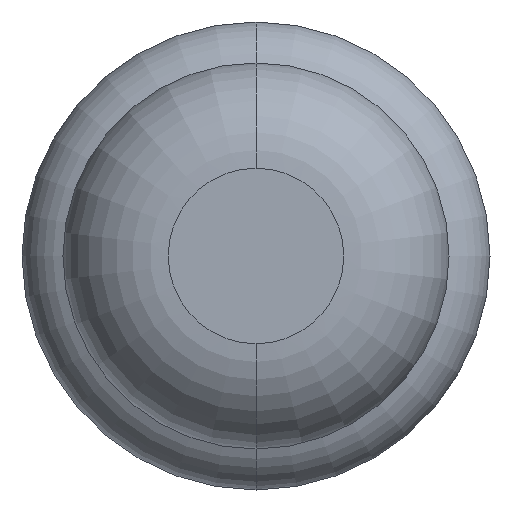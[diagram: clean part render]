
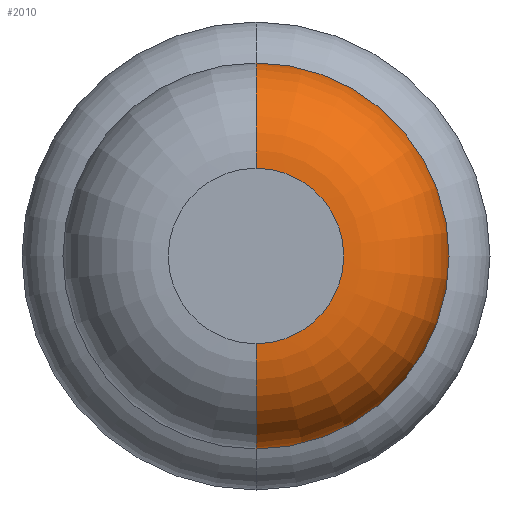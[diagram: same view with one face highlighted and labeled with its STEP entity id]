
A CAD part, front view. The second image highlights one B-rep face of the part: STEP entity #2010.
In plain terms, the highlighted toroidal (fillet/blend) face has major radius 0.375 mm and minor radius 0.45 mm.
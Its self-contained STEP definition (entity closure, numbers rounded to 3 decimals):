
#99 = CARTESIAN_POINT ( 'NONE',  ( 0., -29.95, 0.825 ) ) ;
#328 = VERTEX_POINT ( 'NONE', #99 ) ;
#548 = ORIENTED_EDGE ( 'NONE', *, *, #3416, .T. ) ;
#563 = AXIS2_PLACEMENT_3D ( 'NONE', #860, #2056, #2575 ) ;
#591 = CARTESIAN_POINT ( 'NONE',  ( 0., -29.95, 0. ) ) ;
#615 = AXIS2_PLACEMENT_3D ( 'NONE', #3357, #1562, #3651 ) ;
#736 = EDGE_CURVE ( 'NONE', #2089, #328, #2111, .T. ) ;
#831 = CIRCLE ( 'NONE', #1132, 0.375 ) ;
#834 = ORIENTED_EDGE ( 'NONE', *, *, #736, .F. ) ;
#860 = CARTESIAN_POINT ( 'NONE',  ( 0., -29.95, 0.375 ) ) ;
#865 = AXIS2_PLACEMENT_3D ( 'NONE', #3103, #1974, #3408 ) ;
#1052 = DIRECTION ( 'NONE',  ( 0., 0., 1. ) ) ;
#1084 = EDGE_CURVE ( 'Defeature ausgef�hrt1_38+Defeature ausgef�hrt1_37+Defeature ausgef�hrt1_37+Defeature ausgef�hrt1_37', #328, #3037, #3781, .T. ) ;
#1132 = AXIS2_PLACEMENT_3D ( 'NONE', #2234, #1630, #1052 ) ;
#1175 = TOROIDAL_SURFACE ( 'NONE', #2492, 0.375, 0.45 ) ;
#1557 = CARTESIAN_POINT ( 'NONE',  ( 0., -29.95, -0.825 ) ) ;
#1562 = DIRECTION ( 'NONE',  ( 0., 1., 0. ) ) ;
#1630 = DIRECTION ( 'NONE',  ( 0., 1., 0. ) ) ;
#1755 = DIRECTION ( 'NONE',  ( 0., 0., 1. ) ) ;
#1823 = ORIENTED_EDGE ( 'NONE', *, *, #1084, .F. ) ;
#1898 = VERTEX_POINT ( 'NONE', #2304 ) ;
#1970 = ORIENTED_EDGE ( 'NONE', *, *, #3374, .T. ) ;
#1974 = DIRECTION ( 'NONE',  ( 1., 0., 0. ) ) ;
#2010 = ADVANCED_FACE ( 'Defeature ausgef�hrt1_37', ( #2745 ), #1175, .T. ) ;
#2056 = DIRECTION ( 'NONE',  ( -1., 0., 0. ) ) ;
#2089 = VERTEX_POINT ( 'NONE', #2339 ) ;
#2111 = CIRCLE ( 'NONE', #563, 0.45 ) ;
#2234 = CARTESIAN_POINT ( 'NONE',  ( 0., -30.4, 0. ) ) ;
#2304 = CARTESIAN_POINT ( 'NONE',  ( 0., -30.4, -0.375 ) ) ;
#2339 = CARTESIAN_POINT ( 'NONE',  ( 0., -30.4, 0.375 ) ) ;
#2492 = AXIS2_PLACEMENT_3D ( 'NONE', #591, #3510, #1755 ) ;
#2575 = DIRECTION ( 'NONE',  ( 0., 0., 1. ) ) ;
#2745 = FACE_OUTER_BOUND ( 'NONE', #3142, .T. ) ;
#3037 = VERTEX_POINT ( 'NONE', #1557 ) ;
#3103 = CARTESIAN_POINT ( 'NONE',  ( 0., -29.95, -0.375 ) ) ;
#3142 = EDGE_LOOP ( 'NONE', ( #1970, #548, #1823, #834 ) ) ;
#3357 = CARTESIAN_POINT ( 'NONE',  ( 0., -29.95, 0. ) ) ;
#3374 = EDGE_CURVE ( 'Defeature ausgef�hrt1_37+Defeature ausgef�hrt1_36+Defeature ausgef�hrt1_36+Defeature ausgef�hrt1_36', #2089, #1898, #831, .T. ) ;
#3408 = DIRECTION ( 'NONE',  ( 0., 0., -1. ) ) ;
#3416 = EDGE_CURVE ( 'NONE', #1898, #3037, #3715, .T. ) ;
#3510 = DIRECTION ( 'NONE',  ( 0., 1., 0. ) ) ;
#3651 = DIRECTION ( 'NONE',  ( 0., 0., 1. ) ) ;
#3715 = CIRCLE ( 'NONE', #865, 0.45 ) ;
#3781 = CIRCLE ( 'NONE', #615, 0.825 ) ;
